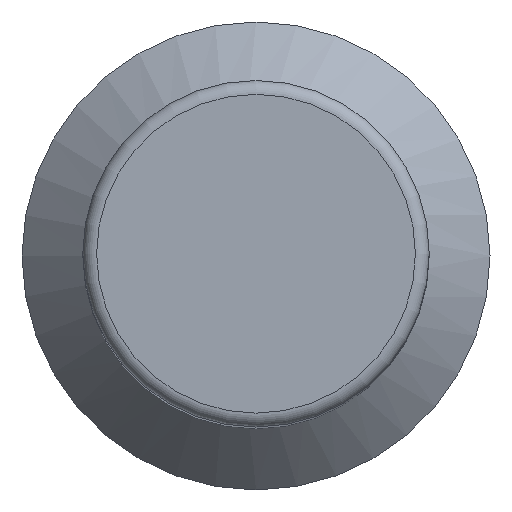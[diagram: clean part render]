
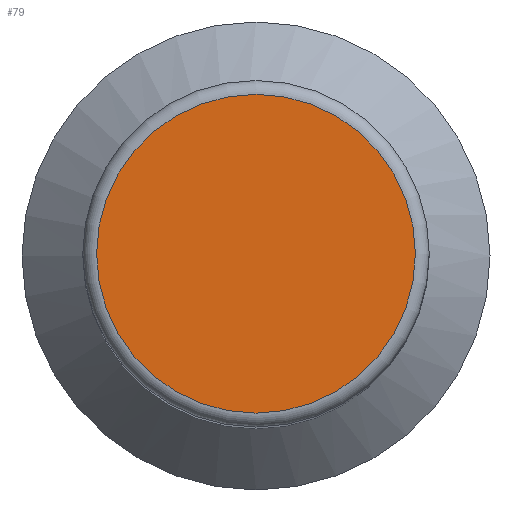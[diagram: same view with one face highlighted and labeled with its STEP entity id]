
A CAD part, top view. The second image highlights one B-rep face of the part: STEP entity #79.
In plain terms, the highlighted planar face has unit normal (0, 0, 1).
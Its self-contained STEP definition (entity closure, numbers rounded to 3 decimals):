
#68=PLANE('',#256);
#71=FACE_OUTER_BOUND('',#117,.T.);
#79=ADVANCED_FACE('',(#71),#68,.T.);
#117=EDGE_LOOP('',(#169));
#139=CIRCLE('',#250,11.5);
#169=ORIENTED_EDGE('',*,*,#215,.F.);
#198=VERTEX_POINT('',#352);
#215=EDGE_CURVE('',#198,#198,#139,.T.);
#250=AXIS2_PLACEMENT_3D('',#351,#283,#284);
#256=AXIS2_PLACEMENT_3D('',#362,#296,#297);
#283=DIRECTION('',(0.,0.,-1.));
#284=DIRECTION('',(0.,1.,0.));
#296=DIRECTION('',(0.,0.,1.));
#297=DIRECTION('',(0.,1.,0.));
#351=CARTESIAN_POINT('',(0.,0.,65.7));
#352=CARTESIAN_POINT('',(0.,11.5,65.7));
#362=CARTESIAN_POINT('',(5.75,0.,65.7));
